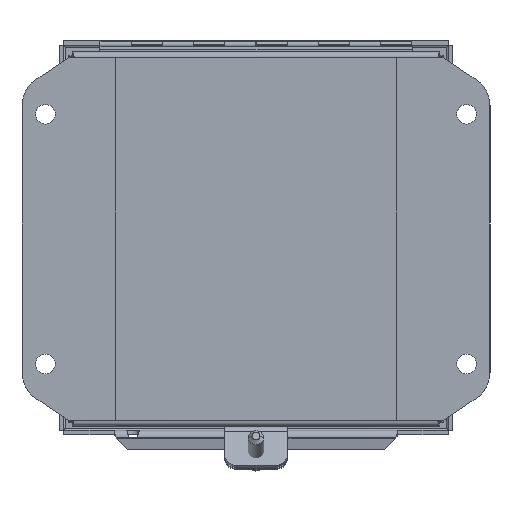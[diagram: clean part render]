
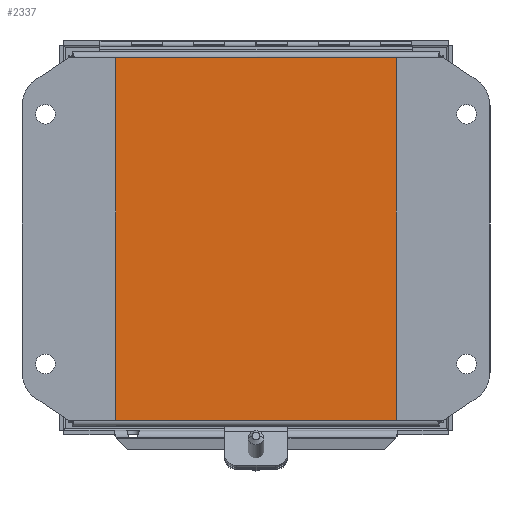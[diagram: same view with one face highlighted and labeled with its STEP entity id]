
A CAD part, left-side view. The second image highlights one B-rep face of the part: STEP entity #2337.
In plain terms, the highlighted face is planar.
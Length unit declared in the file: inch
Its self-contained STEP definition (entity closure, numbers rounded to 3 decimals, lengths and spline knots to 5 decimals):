
#859 = VECTOR ( 'NONE', #11496, 39.37008 ) ;
#1083 = CARTESIAN_POINT ( 'NONE',  ( -2.914, 0., -2.914 ) ) ;
#2337 = ADVANCED_FACE ( 'NONE', ( #7909 ), #17367, .F. ) ;
#2405 = CARTESIAN_POINT ( 'NONE',  ( -3., 0., -2.914 ) ) ;
#2891 = CARTESIAN_POINT ( 'NONE',  ( -3., 0., 2.914 ) ) ;
#3280 = VERTEX_POINT ( 'NONE', #1083 ) ;
#4046 = ORIENTED_EDGE ( 'NONE', *, *, #19869, .F. ) ;
#5189 = DIRECTION ( 'NONE',  ( -1., 0., 0. ) ) ;
#5615 = VECTOR ( 'NONE', #5189, 39.37008 ) ;
#6385 = LINE ( 'NONE', #7100, #14304 ) ;
#7100 = CARTESIAN_POINT ( 'NONE',  ( -2.914, 0., -3. ) ) ;
#7313 = VERTEX_POINT ( 'NONE', #29208 ) ;
#7444 = CARTESIAN_POINT ( 'NONE',  ( 2.914, 0., 2.914 ) ) ;
#7909 = FACE_OUTER_BOUND ( 'NONE', #15798, .T. ) ;
#9022 = AXIS2_PLACEMENT_3D ( 'NONE', #12619, #19594, #21732 ) ;
#9161 = CARTESIAN_POINT ( 'NONE',  ( 2.914, 0., -2.914 ) ) ;
#10678 = ORIENTED_EDGE ( 'NONE', *, *, #25971, .F. ) ;
#11114 = VERTEX_POINT ( 'NONE', #7444 ) ;
#11140 = EDGE_CURVE ( 'NONE', #14066, #11114, #29877, .T. ) ;
#11496 = DIRECTION ( 'NONE',  ( 1., 0., 0. ) ) ;
#12619 = CARTESIAN_POINT ( 'NONE',  ( -3., 0., -3. ) ) ;
#13934 = ORIENTED_EDGE ( 'NONE', *, *, #11140, .F. ) ;
#14066 = VERTEX_POINT ( 'NONE', #9161 ) ;
#14304 = VECTOR ( 'NONE', #29702, 39.37008 ) ;
#14549 = DIRECTION ( 'NONE',  ( 0., 0., 1. ) ) ;
#15798 = EDGE_LOOP ( 'NONE', ( #4046, #10678, #18919, #13934 ) ) ;
#17367 = PLANE ( 'NONE',  #9022 ) ;
#18919 = ORIENTED_EDGE ( 'NONE', *, *, #29673, .F. ) ;
#19367 = LINE ( 'NONE', #2891, #5615 ) ;
#19594 = DIRECTION ( 'NONE',  ( 0., -1., 0. ) ) ;
#19869 = EDGE_CURVE ( 'NONE', #3280, #14066, #24073, .T. ) ;
#21099 = CARTESIAN_POINT ( 'NONE',  ( 2.914, 0., -3. ) ) ;
#21732 = DIRECTION ( 'NONE',  ( 0., 0., -1. ) ) ;
#22387 = VECTOR ( 'NONE', #14549, 39.37008 ) ;
#24073 = LINE ( 'NONE', #2405, #859 ) ;
#25971 = EDGE_CURVE ( 'NONE', #7313, #3280, #6385, .T. ) ;
#29208 = CARTESIAN_POINT ( 'NONE',  ( -2.914, 0., 2.914 ) ) ;
#29673 = EDGE_CURVE ( 'NONE', #11114, #7313, #19367, .T. ) ;
#29702 = DIRECTION ( 'NONE',  ( 0., 0., -1. ) ) ;
#29877 = LINE ( 'NONE', #21099, #22387 ) ;
